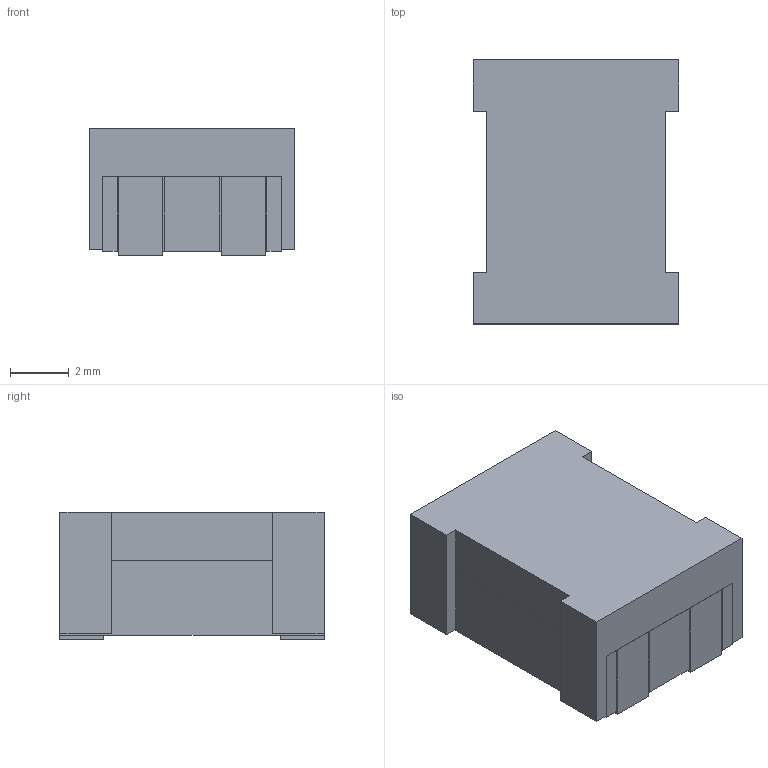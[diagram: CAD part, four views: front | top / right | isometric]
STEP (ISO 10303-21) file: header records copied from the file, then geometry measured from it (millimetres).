
FILE_DESCRIPTION (( 'STEP AP203' ), '1' );
FILE_NAME ('ACM90V block model(typ size).STEP', '2018-06-29T00:41:50', ( 'TDK' ), ( 'TDK' ), 'SwSTEP 2.0', 'SolidWorks 2016', '' );
FILE_SCHEMA (( 'CONFIG_CONTROL_DESIGN' ));
Length unit declared in the file: millimetre
Products named in the file (4): ACM90V僐傾block(typ size); ACM90V端子block(typ size); ACM90V僇僶block(typ size); ACM90V block model(typ size)
Assembly tree (6 placements, depth 2):
  ACM90V block model(typ size)
    ACM90V僐傾block(typ size)
    ACM90V端子block(typ size)  x4
    ACM90V僇僶block(typ size)
Bounding box: 7 x 9 x 4.35 mm (x, y, z)
Volume: 244.8 mm3; surface area: 459.1 mm2
Topology: 6 solids, 6 shells, 76 faces, 188 edges, 124 vertices
Faces by surface type: plane 76
Entity records: 2056 total; most frequent: CARTESIAN_POINT 283, ORIENTED_EDGE 268, DIRECTION 256, VECTOR 134, EDGE_CURVE 134, LINE 134, VERTEX_POINT 88, AXIS2_PLACEMENT_3D 61
